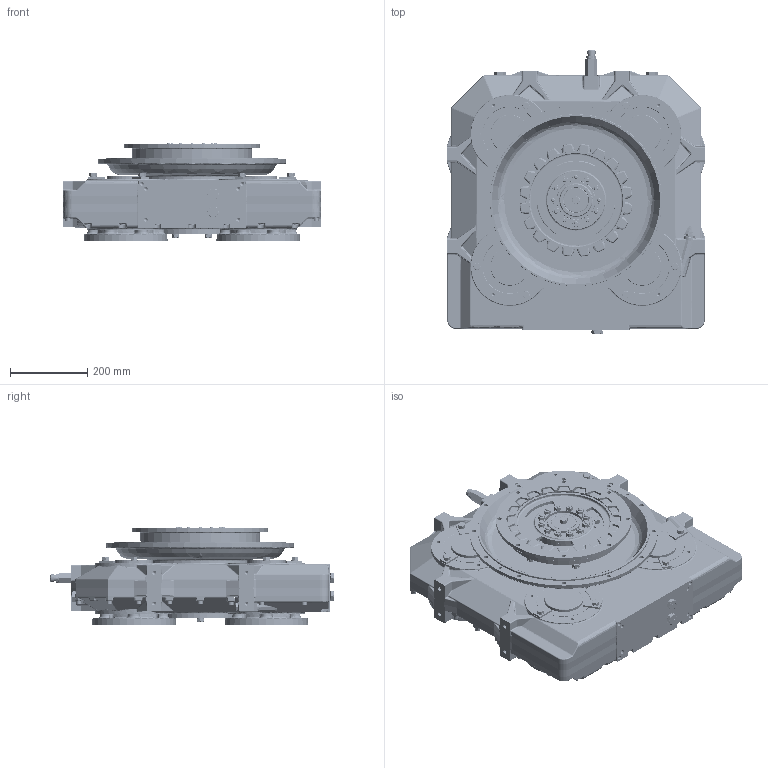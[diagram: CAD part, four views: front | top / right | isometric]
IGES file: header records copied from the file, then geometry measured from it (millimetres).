
Start section: SolidWorks IGES file using analytic representation for surfaces
Global section: file name: 1028864E.IGS; native system: SolidWorks 2007; preprocessor: SolidWorks 2007; author: piccagliad; date: 150828.155030; units: millimetre
Bounding box: 672 x 735.8 x 252.2 mm (x, y, z)
Surface area: 5048823.4 mm2 (no closed solid volume)
Topology: 0 solids, 0 shells, 12111 faces, 168094 edges, 167716 vertices
Faces by surface type: bspline 6978, revolution 5133
